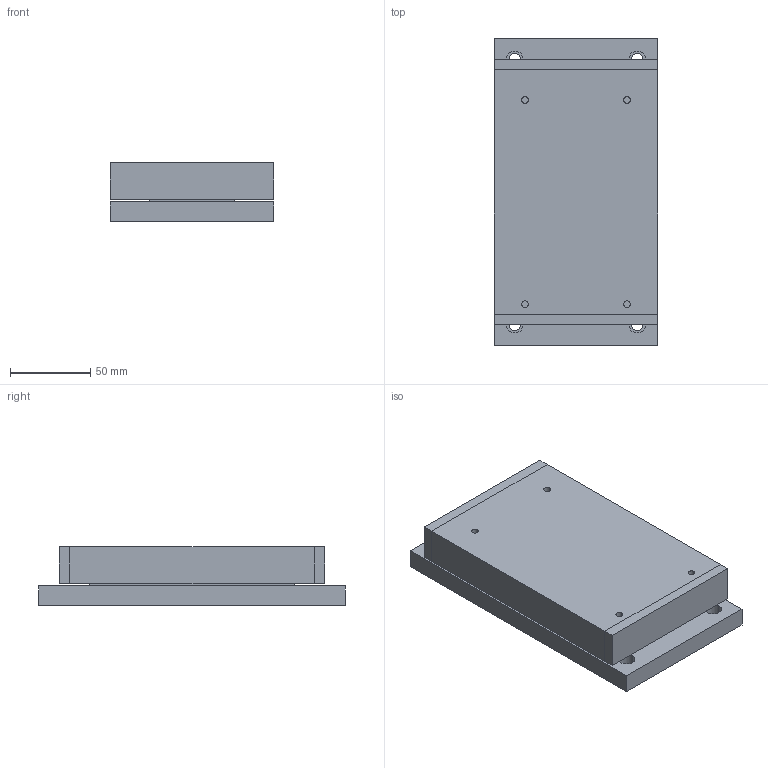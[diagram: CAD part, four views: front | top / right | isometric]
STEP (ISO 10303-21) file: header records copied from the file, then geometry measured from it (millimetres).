
FILE_DESCRIPTION((''),'2;1');
FILE_NAME('FAC4-6-1.stp','2003-12-10T20:01:30',('Owner'),(''),'Autodesk Inventor (tm) 5.3','Autodesk Inventor (tm) 5.3','');
FILE_SCHEMA(('CONFIG_CONTROL_DESIGN'));
Length unit declared in the file: inch
Products named in the file (8): FAC4-6-1; FAC4-6-1 BOTTOM-BASE; FAC4-6-1 TOP-PLATE; FAC4-6-1 RAIL-1; FAC4-6-1 RAIL-2; FAC4-6-1 RAIL-3; FAC4-6-1 RAIL-4; FAC4-6-1 STOP-PLATE
Assembly tree (8 placements, depth 2):
  FAC4-6-1
    FAC4-6-1 BOTTOM-BASE
    FAC4-6-1 TOP-PLATE
    FAC4-6-1 RAIL-1
    FAC4-6-1 RAIL-2
    FAC4-6-1 RAIL-3
    FAC4-6-1 RAIL-4
    FAC4-6-1 STOP-PLATE  x2
Bounding box: 101.6 x 190.5 x 36.58 mm (x, y, z)
Volume: 573689.8 mm3; surface area: 133897.4 mm2
Topology: 8 solids, 8 shells, 133 faces, 336 edges, 224 vertices
Faces by surface type: plane 105, bspline 28
Entity records: 5234 total; most frequent: CARTESIAN_POINT 1103, ORIENTED_EDGE 648, DIRECTION 602, EDGE_CURVE 324, VECTOR 276, LINE 276, VERTEX_POINT 216, AXIS2_PLACEMENT_3D 163
